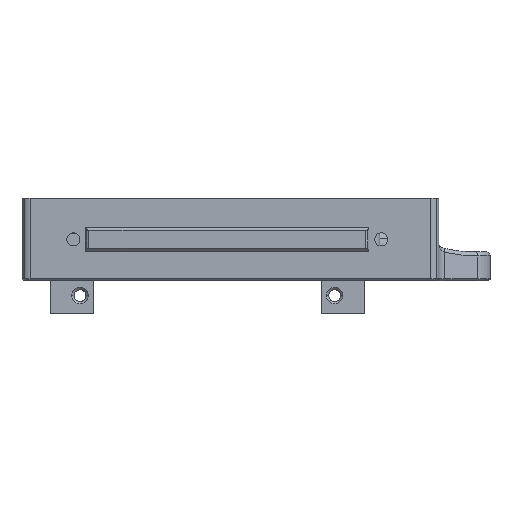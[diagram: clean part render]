
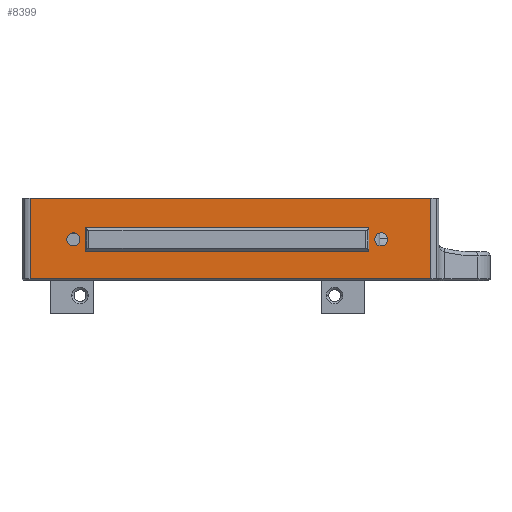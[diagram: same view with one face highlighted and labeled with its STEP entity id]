
A CAD part, top view. The second image highlights one B-rep face of the part: STEP entity #8399.
In plain terms, the highlighted planar face has unit normal (0, 0, 1).
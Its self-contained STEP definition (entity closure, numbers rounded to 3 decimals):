
#11 = EDGE_CURVE ( 'NONE', #1916, #4659, #4729, .T. ) ;
#57 = ORIENTED_EDGE ( 'NONE', *, *, #12499, .T. ) ;
#160 = DIRECTION ( 'NONE',  ( 0., -1., 0. ) ) ;
#331 = CARTESIAN_POINT ( 'NONE',  ( 203.75, 409.572, 118.684 ) ) ;
#481 = EDGE_LOOP ( 'NONE', ( #15304, #15420, #5909, #16097 ) ) ;
#565 = DIRECTION ( 'NONE',  ( -1., 0., 0. ) ) ;
#960 = FACE_BOUND ( 'NONE', #7060, .T. ) ;
#1062 = CARTESIAN_POINT ( 'NONE',  ( 202.325, 402.572, 118.684 ) ) ;
#1282 = AXIS2_PLACEMENT_3D ( 'NONE', #6350, #2508, #10065 ) ;
#1437 = LINE ( 'NONE', #8741, #2050 ) ;
#1854 = CARTESIAN_POINT ( 'NONE',  ( 136.226, 389.972, 118.684 ) ) ;
#1916 = VERTEX_POINT ( 'NONE', #23459 ) ;
#2016 = LINE ( 'NONE', #9569, #2951 ) ;
#2050 = VECTOR ( 'NONE', #10479, 1000. ) ;
#2262 = CARTESIAN_POINT ( 'NONE',  ( 136.226, 409.572, 118.684 ) ) ;
#2488 = ORIENTED_EDGE ( 'NONE', *, *, #10010, .F. ) ;
#2505 = CARTESIAN_POINT ( 'NONE',  ( 233.726, 409.572, 118.684 ) ) ;
#2508 = DIRECTION ( 'NONE',  ( 0., 0., -1. ) ) ;
#2951 = VECTOR ( 'NONE', #160, 1000. ) ;
#3114 = DIRECTION ( 'NONE',  ( -1., 0., 0. ) ) ;
#3361 = VERTEX_POINT ( 'NONE', #13397 ) ;
#3486 = CARTESIAN_POINT ( 'NONE',  ( 180.325, 389.972, 118.684 ) ) ;
#3943 = LINE ( 'NONE', #20773, #21451 ) ;
#3979 = AXIS2_PLACEMENT_3D ( 'NONE', #21388, #11981, #19527 ) ;
#4169 = VERTEX_POINT ( 'NONE', #1854 ) ;
#4659 = VERTEX_POINT ( 'NONE', #16238 ) ;
#4729 = CIRCLE ( 'NONE', #18561, 1.6 ) ;
#4764 = ORIENTED_EDGE ( 'NONE', *, *, #24242, .T. ) ;
#4780 = CARTESIAN_POINT ( 'NONE',  ( 220.126, 399.572, 118.684 ) ) ;
#4951 = ORIENTED_EDGE ( 'NONE', *, *, #23465, .T. ) ;
#5420 = VERTEX_POINT ( 'NONE', #23475 ) ;
#5499 = LINE ( 'NONE', #13027, #5848 ) ;
#5848 = VECTOR ( 'NONE', #11546, 1000. ) ;
#5909 = ORIENTED_EDGE ( 'NONE', *, *, #17152, .T. ) ;
#6022 = LINE ( 'NONE', #331, #24346 ) ;
#6099 = CARTESIAN_POINT ( 'NONE',  ( 149.726, 396.572, 118.684 ) ) ;
#6306 = PLANE ( 'NONE',  #3979 ) ;
#6334 = DIRECTION ( 'NONE',  ( 1., 0., 0. ) ) ;
#6350 = CARTESIAN_POINT ( 'NONE',  ( 221.726, 399.572, 118.684 ) ) ;
#7060 = EDGE_LOOP ( 'NONE', ( #4764, #18034 ) ) ;
#7919 = VERTEX_POINT ( 'NONE', #2262 ) ;
#8399 = ADVANCED_FACE ( 'NONE', ( #10020, #9907, #960, #23245 ), #6306, .T. ) ;
#8412 = CIRCLE ( 'NONE', #8827, 1.6 ) ;
#8524 = VECTOR ( 'NONE', #15912, 1000. ) ;
#8741 = CARTESIAN_POINT ( 'NONE',  ( 136.226, 409.572, 118.684 ) ) ;
#8794 = CARTESIAN_POINT ( 'NONE',  ( 146.726, 399.572, 118.684 ) ) ;
#8827 = AXIS2_PLACEMENT_3D ( 'NONE', #14441, #23832, #21981 ) ;
#8889 = VERTEX_POINT ( 'NONE', #12563 ) ;
#8899 = CIRCLE ( 'NONE', #23100, 1.6 ) ;
#8968 = DIRECTION ( 'NONE',  ( 0., -1., 0. ) ) ;
#9208 = LINE ( 'NONE', #18234, #14440 ) ;
#9213 = CIRCLE ( 'NONE', #1282, 1.6 ) ;
#9569 = CARTESIAN_POINT ( 'NONE',  ( 233.726, 399.572, 118.684 ) ) ;
#9907 = FACE_BOUND ( 'NONE', #20957, .T. ) ;
#10010 = EDGE_CURVE ( 'NONE', #4169, #7919, #1437, .T. ) ;
#10020 = FACE_BOUND ( 'NONE', #481, .T. ) ;
#10065 = DIRECTION ( 'NONE',  ( 1., 0., 0. ) ) ;
#10112 = LINE ( 'NONE', #1062, #8524 ) ;
#10300 = DIRECTION ( 'NONE',  ( 0., 0., -1. ) ) ;
#10479 = DIRECTION ( 'NONE',  ( 0., 1., 0. ) ) ;
#10818 = EDGE_CURVE ( 'NONE', #21599, #8889, #8899, .T. ) ;
#11129 = DIRECTION ( 'NONE',  ( 0., 1., 0. ) ) ;
#11546 = DIRECTION ( 'NONE',  ( -1., 0., 0. ) ) ;
#11725 = CARTESIAN_POINT ( 'NONE',  ( 233.726, 389.972, 118.684 ) ) ;
#11981 = DIRECTION ( 'NONE',  ( 0., 0., 1. ) ) ;
#12033 = EDGE_LOOP ( 'NONE', ( #14107, #22901, #57, #2488 ) ) ;
#12260 = DIRECTION ( 'NONE',  ( 0., 0., -1. ) ) ;
#12379 = CARTESIAN_POINT ( 'NONE',  ( 221.726, 399.572, 118.684 ) ) ;
#12499 = EDGE_CURVE ( 'NONE', #22949, #7919, #6022, .T. ) ;
#12563 = CARTESIAN_POINT ( 'NONE',  ( 223.326, 399.572, 118.684 ) ) ;
#13027 = CARTESIAN_POINT ( 'NONE',  ( 167.825, 396.572, 118.684 ) ) ;
#13077 = ORIENTED_EDGE ( 'NONE', *, *, #11, .T. ) ;
#13397 = CARTESIAN_POINT ( 'NONE',  ( 218.726, 396.572, 118.684 ) ) ;
#14107 = ORIENTED_EDGE ( 'NONE', *, *, #21773, .F. ) ;
#14160 = CARTESIAN_POINT ( 'NONE',  ( 218.726, 402.572, 118.684 ) ) ;
#14440 = VECTOR ( 'NONE', #8968, 1000. ) ;
#14441 = CARTESIAN_POINT ( 'NONE',  ( 146.726, 399.572, 118.684 ) ) ;
#14496 = DIRECTION ( 'NONE',  ( 1., 0., 0. ) ) ;
#15176 = EDGE_CURVE ( 'NONE', #3361, #18894, #5499, .T. ) ;
#15304 = ORIENTED_EDGE ( 'NONE', *, *, #19699, .T. ) ;
#15420 = ORIENTED_EDGE ( 'NONE', *, *, #15176, .T. ) ;
#15912 = DIRECTION ( 'NONE',  ( 1., 0., 0. ) ) ;
#16097 = ORIENTED_EDGE ( 'NONE', *, *, #21545, .T. ) ;
#16238 = CARTESIAN_POINT ( 'NONE',  ( 148.326, 399.572, 118.684 ) ) ;
#17152 = EDGE_CURVE ( 'NONE', #18894, #5420, #3943, .T. ) ;
#17230 = VECTOR ( 'NONE', #3114, 1000. ) ;
#17700 = VERTEX_POINT ( 'NONE', #14160 ) ;
#18034 = ORIENTED_EDGE ( 'NONE', *, *, #10818, .T. ) ;
#18234 = CARTESIAN_POINT ( 'NONE',  ( 218.726, 403.072, 118.684 ) ) ;
#18561 = AXIS2_PLACEMENT_3D ( 'NONE', #8794, #12260, #6334 ) ;
#18743 = EDGE_CURVE ( 'NONE', #22949, #19046, #2016, .T. ) ;
#18894 = VERTEX_POINT ( 'NONE', #6099 ) ;
#19046 = VERTEX_POINT ( 'NONE', #11725 ) ;
#19527 = DIRECTION ( 'NONE',  ( 1., 0., 0. ) ) ;
#19699 = EDGE_CURVE ( 'NONE', #17700, #3361, #9208, .T. ) ;
#20185 = LINE ( 'NONE', #3486, #17230 ) ;
#20773 = CARTESIAN_POINT ( 'NONE',  ( 149.726, 406.072, 118.684 ) ) ;
#20957 = EDGE_LOOP ( 'NONE', ( #4951, #13077 ) ) ;
#21388 = CARTESIAN_POINT ( 'NONE',  ( 185.925, 409.572, 118.684 ) ) ;
#21451 = VECTOR ( 'NONE', #11129, 1000. ) ;
#21545 = EDGE_CURVE ( 'NONE', #5420, #17700, #10112, .T. ) ;
#21599 = VERTEX_POINT ( 'NONE', #4780 ) ;
#21773 = EDGE_CURVE ( 'NONE', #19046, #4169, #20185, .T. ) ;
#21981 = DIRECTION ( 'NONE',  ( 1., 0., 0. ) ) ;
#22901 = ORIENTED_EDGE ( 'NONE', *, *, #18743, .F. ) ;
#22949 = VERTEX_POINT ( 'NONE', #2505 ) ;
#23100 = AXIS2_PLACEMENT_3D ( 'NONE', #12379, #10300, #14496 ) ;
#23245 = FACE_OUTER_BOUND ( 'NONE', #12033, .T. ) ;
#23459 = CARTESIAN_POINT ( 'NONE',  ( 145.126, 399.572, 118.684 ) ) ;
#23465 = EDGE_CURVE ( 'NONE', #4659, #1916, #8412, .T. ) ;
#23475 = CARTESIAN_POINT ( 'NONE',  ( 149.726, 402.572, 118.684 ) ) ;
#23832 = DIRECTION ( 'NONE',  ( 0., 0., -1. ) ) ;
#24242 = EDGE_CURVE ( 'NONE', #8889, #21599, #9213, .T. ) ;
#24346 = VECTOR ( 'NONE', #565, 1000. ) ;
